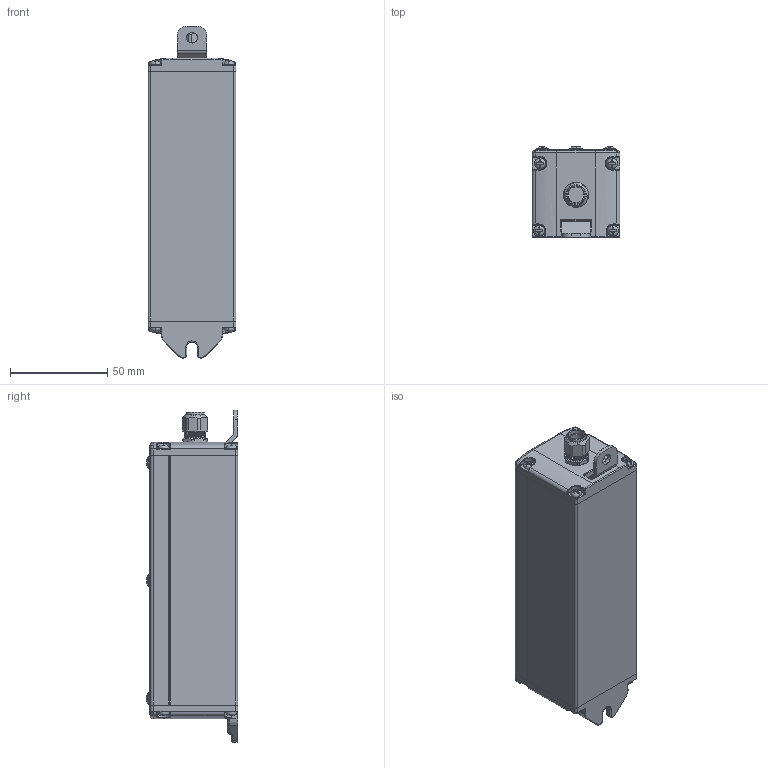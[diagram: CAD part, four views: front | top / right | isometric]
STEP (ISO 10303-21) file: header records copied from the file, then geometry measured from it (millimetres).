
FILE_DESCRIPTION (( 'STEP AP203' ), '1' );
FILE_NAME ('R4B-301-STP.step', '2025-07-23T03:13:40', ( '' ), ( '' ), 'SwSTEP 2.0', 'SolidWorks 2020', '' );
FILE_SCHEMA (( 'CONFIG_CONTROL_DESIGN' ));
Length unit declared in the file: millimetre
Products named in the file (10): R4B-301-STP; SBOX(F)4545_Main Frame_HP(非常停止1押釦2); SBOX(F)4545_Cap_HP(B抜き勾配無し); SBOX(F)4545_Bracket-1; H08-0032-CL903_LN-WS10M-1; SBOX(F)4545_Cap_HP(A抜き勾配無し); 十字穴付ﾅﾍﾞ小ﾈｼﾞ M3× (ｽﾃﾝﾚｽ)-1; H08-0032-CL901_OA-WS10M-65／80-1; SBOX(F)4545_Lid Frame_HP(非常停止1押釦2オムロン); 兽草霓彫燃轒3-1
Assembly tree (19 placements, depth 2):
  R4B-301-STP
    SBOX(F)4545_Main Frame_HP(非常停止1押釦2)
    SBOX(F)4545_Cap_HP(B抜き勾配無し)
    SBOX(F)4545_Cap_HP(A抜き勾配無し)
    SBOX(F)4545_Lid Frame_HP(非常停止1押釦2オムロン)
    SBOX(F)4545_Bracket-1
    兽草霓彫燃轒3-1  x4
    十字穴付ﾅﾍﾞ小ﾈｼﾞ M3× (ｽﾃﾝﾚｽ)-1  x8
    H08-0032-CL901_OA-WS10M-65／80-1
    H08-0032-CL903_LN-WS10M-1
Bounding box: 45 x 46.85 x 170.5 mm (x, y, z)
Volume: 110633.8 mm3; surface area: 69760.5 mm2
Topology: 17 solids, 24 shells, 1006 faces, 2563 edges, 1601 vertices
Faces by surface type: plane 371, cylinder 348, torus 141, bspline 76, cone 58, sphere 12
Entity records: 31473 total; most frequent: CARTESIAN_POINT 11845, DIRECTION 3941, ORIENTED_EDGE 3856, EDGE_CURVE 1945, AXIS2_PLACEMENT_3D 1600, VERTEX_POINT 1207, CIRCLE 883, EDGE_LOOP 833
